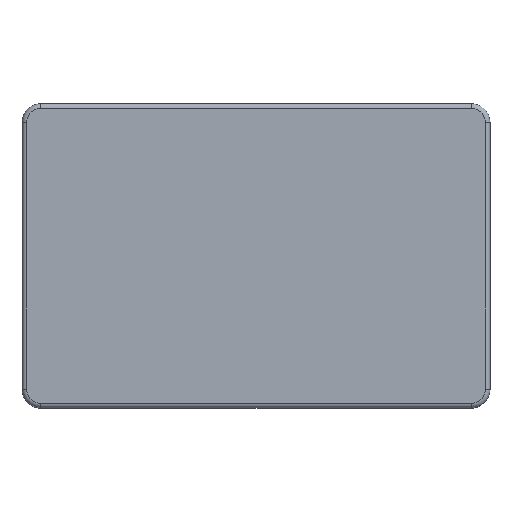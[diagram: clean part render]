
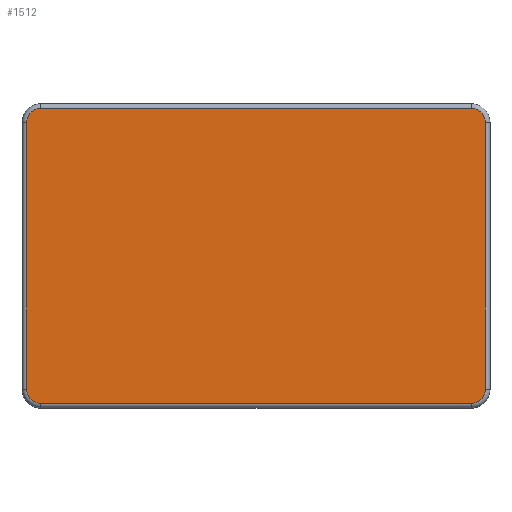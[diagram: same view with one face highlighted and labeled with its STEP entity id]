
A CAD part, top view. The second image highlights one B-rep face of the part: STEP entity #1512.
In plain terms, the highlighted planar face has unit normal (0, 0, 1).
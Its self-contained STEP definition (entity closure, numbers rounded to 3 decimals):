
#76=PLANE('',#1695);
#159=FACE_OUTER_BOUND('',#243,.T.);
#243=EDGE_LOOP('',(#1384,#1385,#1386,#1387,#1388,#1389,#1390,#1391));
#378=LINE('',#2610,#520);
#382=LINE('',#2625,#524);
#384=LINE('',#2628,#526);
#386=LINE('',#2631,#528);
#520=VECTOR('',#2120,10.);
#524=VECTOR('',#2138,10.);
#526=VECTOR('',#2142,10.);
#528=VECTOR('',#2146,10.);
#594=CIRCLE('',#1671,3.);
#597=CIRCLE('',#1676,3.);
#601=CIRCLE('',#1681,3.);
#605=CIRCLE('',#1688,3.);
#733=VERTEX_POINT('',#2581);
#735=VERTEX_POINT('',#2585);
#736=VERTEX_POINT('',#2592);
#737=VERTEX_POINT('',#2594);
#739=VERTEX_POINT('',#2599);
#741=VERTEX_POINT('',#2603);
#743=VERTEX_POINT('',#2614);
#745=VERTEX_POINT('',#2618);
#938=EDGE_CURVE('',#735,#733,#594,.T.);
#943=EDGE_CURVE('',#737,#736,#597,.T.);
#947=EDGE_CURVE('',#741,#739,#601,.T.);
#950=EDGE_CURVE('',#733,#741,#378,.T.);
#955=EDGE_CURVE('',#745,#743,#605,.T.);
#958=EDGE_CURVE('',#739,#745,#382,.T.);
#960=EDGE_CURVE('',#743,#737,#384,.T.);
#962=EDGE_CURVE('',#736,#735,#386,.T.);
#1384=ORIENTED_EDGE('',*,*,#955,.F.);
#1385=ORIENTED_EDGE('',*,*,#958,.F.);
#1386=ORIENTED_EDGE('',*,*,#947,.F.);
#1387=ORIENTED_EDGE('',*,*,#950,.F.);
#1388=ORIENTED_EDGE('',*,*,#938,.F.);
#1389=ORIENTED_EDGE('',*,*,#962,.F.);
#1390=ORIENTED_EDGE('',*,*,#943,.F.);
#1391=ORIENTED_EDGE('',*,*,#960,.F.);
#1512=ADVANCED_FACE('',(#159),#76,.T.);
#1671=AXIS2_PLACEMENT_3D('',#2587,#2090,#2091);
#1676=AXIS2_PLACEMENT_3D('',#2596,#2102,#2103);
#1681=AXIS2_PLACEMENT_3D('',#2605,#2112,#2113);
#1688=AXIS2_PLACEMENT_3D('',#2620,#2130,#2131);
#1695=AXIS2_PLACEMENT_3D('',#2635,#2152,#2153);
#2090=DIRECTION('center_axis',(0.,0.,-1.));
#2091=DIRECTION('ref_axis',(0.707,0.707,0.));
#2102=DIRECTION('center_axis',(0.,0.,-1.));
#2103=DIRECTION('ref_axis',(-0.707,0.707,0.));
#2112=DIRECTION('center_axis',(0.,0.,-1.));
#2113=DIRECTION('ref_axis',(0.707,-0.707,0.));
#2120=DIRECTION('',(0.,-1.,0.));
#2130=DIRECTION('center_axis',(0.,0.,-1.));
#2131=DIRECTION('ref_axis',(-0.707,-0.707,0.));
#2138=DIRECTION('',(-1.,0.,0.));
#2142=DIRECTION('',(0.,1.,0.));
#2146=DIRECTION('',(1.,0.,0.));
#2152=DIRECTION('center_axis',(0.,0.,1.));
#2153=DIRECTION('ref_axis',(1.,0.,0.));
#2581=CARTESIAN_POINT('',(49.,28.5,36.));
#2585=CARTESIAN_POINT('',(46.,31.5,36.));
#2587=CARTESIAN_POINT('Origin',(46.,28.5,36.));
#2592=CARTESIAN_POINT('',(-46.,31.5,36.));
#2594=CARTESIAN_POINT('',(-49.,28.5,36.));
#2596=CARTESIAN_POINT('Origin',(-46.,28.5,36.));
#2599=CARTESIAN_POINT('',(46.,-31.5,36.));
#2603=CARTESIAN_POINT('',(49.,-28.5,36.));
#2605=CARTESIAN_POINT('Origin',(46.,-28.5,36.));
#2610=CARTESIAN_POINT('',(49.,-16.25,36.));
#2614=CARTESIAN_POINT('',(-49.,-28.5,36.));
#2618=CARTESIAN_POINT('',(-46.,-31.5,36.));
#2620=CARTESIAN_POINT('Origin',(-46.,-28.5,36.));
#2625=CARTESIAN_POINT('',(-25.,-31.5,36.));
#2628=CARTESIAN_POINT('',(-49.,16.25,36.));
#2631=CARTESIAN_POINT('',(25.,31.5,36.));
#2635=CARTESIAN_POINT('Origin',(0.,0.,36.));
